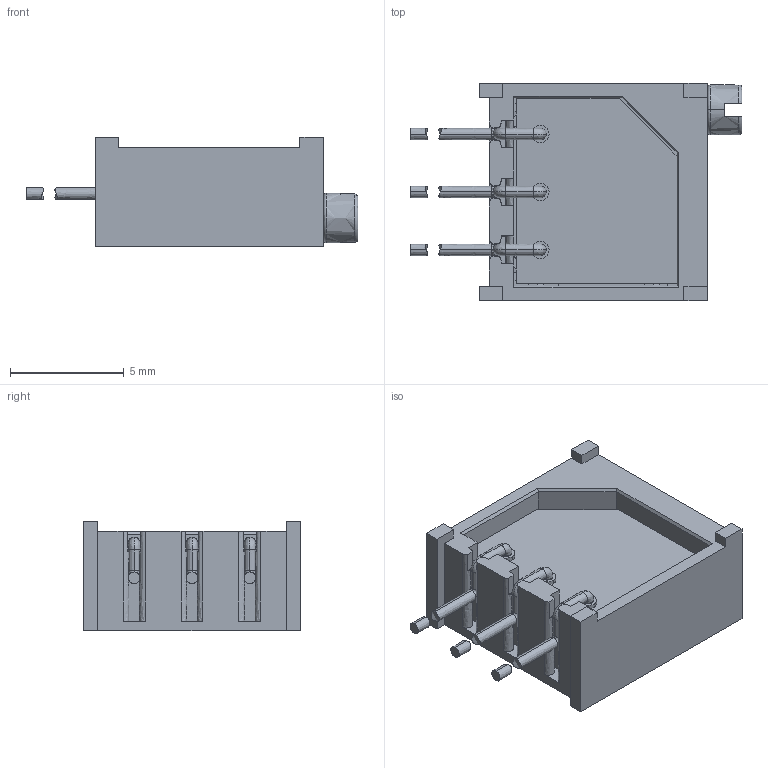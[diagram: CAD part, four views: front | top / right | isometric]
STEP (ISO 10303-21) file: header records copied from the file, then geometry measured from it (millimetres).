
FILE_DESCRIPTION((''),'2;1');
FILE_NAME('30329-601-W_ASM','2007-10-03T',('minhn'),('Bourns, Inc.'),'PRO/ENGINEER BY PARAMETRIC TECHNOLOGY CORPORATION, 2001200','PRO/ENGINEER BY PARAMETRIC TECHNOLOGY CORPORATION, 2001200','');
FILE_SCHEMA(('AUTOMOTIVE_DESIGN_CC2 { 1 2 10303 214 -1 1 5 2 }'));
Length unit declared in the file: inch
Products named in the file (2): 33756-67504P; 30329-601-W_ASM
Assembly tree (1 placements, depth 2):
  30329-601-W_ASM
    33756-67504P
Bounding box: 14.55 x 9.55 x 4.83 mm (x, y, z)
Volume: 269.6 mm3; surface area: 661 mm2
Topology: 4 solids, 4 shells, 230 faces, 637 edges, 402 vertices
Faces by surface type: bspline 230
Entity records: 11966 total; most frequent: CARTESIAN_POINT 4813, ORIENTED_EDGE 1274, DIRECTION 773, PRESENTATION_STYLE_ASSIGNMENT 641, STYLED_ITEM 641, CURVE_STYLE 637, EDGE_CURVE 637, VECTOR 419
